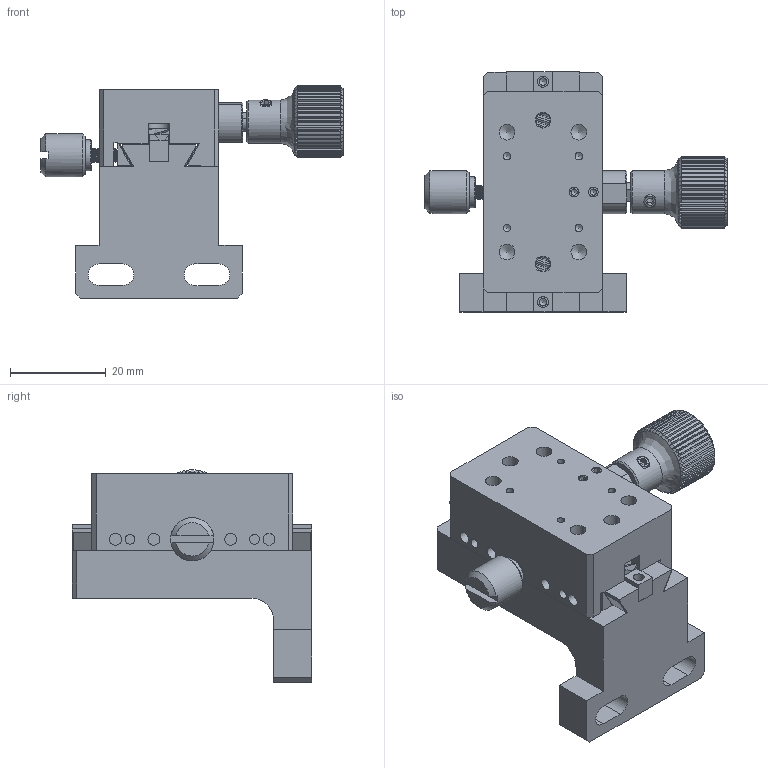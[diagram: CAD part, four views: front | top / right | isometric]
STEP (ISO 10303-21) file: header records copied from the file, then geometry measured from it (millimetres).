
FILE_DESCRIPTION (( 'STEP AP203' ), '1' );
FILE_NAME ('528785.STEP', '2024-10-15T02:29:37', ( 'Windows User' ), ( 'P R C' ), 'SwSTEP 2.0', 'SolidWorks 2020', '' );
FILE_SCHEMA (( 'CONFIG_CONTROL_DESIGN' ));
Length unit declared in the file: millimetre
Products named in the file (1): 528785
Bounding box: 63.01 x 50 x 44.3 mm (x, y, z)
Volume: 35291.3 mm3; surface area: 17790.5 mm2
Topology: 10 solids, 10 shells, 980 faces, 2689 edges, 1746 vertices
Faces by surface type: plane 640, bspline 141, cylinder 116, cone 83
Full cylindrical faces by diameter (mm): 1.6 x6, 2.05 x4, 2.3 x2, 2.5 x8, 3 x1, 3.3 x6, 4 x2, 4.5 x2, 6.5 x1, 7 x1, 8 x2, 9 x2
Entity records: 119495 total; most frequent: CARTESIAN_POINT 96354, ORIENTED_EDGE 5176, DIRECTION 4064, EDGE_CURVE 2588, VERTEX_POINT 1714, VECTOR 1672, LINE 1672, AXIS2_PLACEMENT_3D 1196
